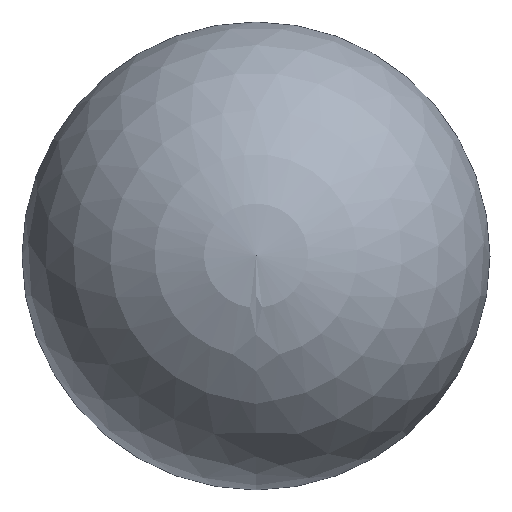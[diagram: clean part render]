
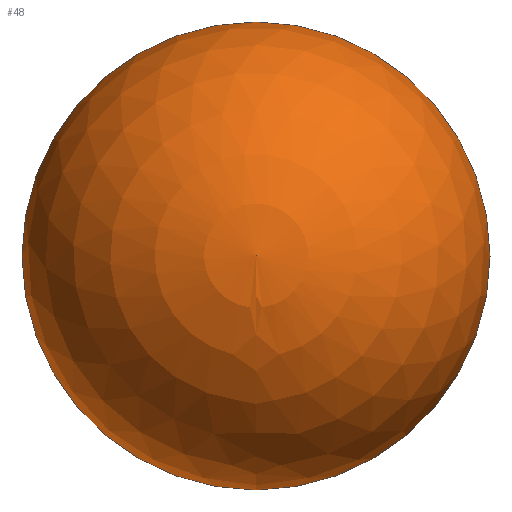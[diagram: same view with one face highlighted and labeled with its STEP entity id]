
A CAD part, top view. The second image highlights one B-rep face of the part: STEP entity #48.
In plain terms, the highlighted spherical face has radius 8.275 mm.
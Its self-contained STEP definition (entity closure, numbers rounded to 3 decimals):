
#5 = VERTEX_POINT ( 'NONE', #92 ) ;
#6 = ORIENTED_EDGE ( 'NONE', *, *, #26, .F. ) ;
#19 = DIRECTION ( 'NONE',  ( 0., 0., -1. ) ) ;
#20 = AXIS2_PLACEMENT_3D ( 'NONE', #94, #19, #91 ) ;
#26 = EDGE_CURVE ( 'NONE', #5, #80, #88, .T. ) ;
#31 = SPHERICAL_SURFACE ( 'NONE', #20, 8.275 ) ;
#33 = CARTESIAN_POINT ( 'NONE',  ( 0., 0., 0. ) ) ;
#44 = CARTESIAN_POINT ( 'NONE',  ( 0., 0., 0. ) ) ;
#48 = ADVANCED_FACE ( 'Face1', ( #64 ), #31, .T. ) ;
#50 = CIRCLE ( 'NONE', #62, 8.275 ) ;
#62 = AXIS2_PLACEMENT_3D ( 'NONE', #33, #65, #77 ) ;
#64 = FACE_OUTER_BOUND ( 'NONE', #85, .T. ) ;
#65 = DIRECTION ( 'NONE',  ( 0., 0., 1. ) ) ;
#77 = DIRECTION ( 'NONE',  ( 1., 0., 0. ) ) ;
#80 = VERTEX_POINT ( 'NONE', #116 ) ;
#85 = EDGE_LOOP ( 'NONE', ( #6, #98 ) ) ;
#88 = CIRCLE ( 'NONE', #101, 8.275 ) ;
#91 = DIRECTION ( 'NONE',  ( 0., -1., 0. ) ) ;
#92 = CARTESIAN_POINT ( 'NONE',  ( -8.275, 0., 0. ) ) ;
#94 = CARTESIAN_POINT ( 'NONE',  ( 0., 0., 0. ) ) ;
#98 = ORIENTED_EDGE ( 'NONE', *, *, #111, .T. ) ;
#101 = AXIS2_PLACEMENT_3D ( 'NONE', #44, #107, #104 ) ;
#104 = DIRECTION ( 'NONE',  ( 0., 1., 0. ) ) ;
#107 = DIRECTION ( 'NONE',  ( 0., 0., -1. ) ) ;
#111 = EDGE_CURVE ( 'NONE', #5, #80, #50, .T. ) ;
#116 = CARTESIAN_POINT ( 'NONE',  ( 8.275, 0., 0. ) ) ;
